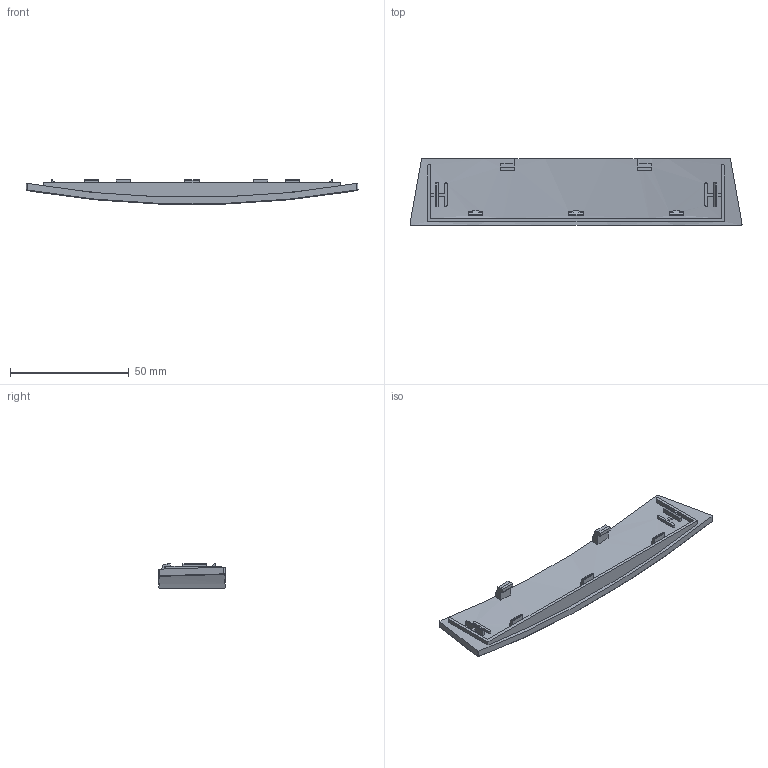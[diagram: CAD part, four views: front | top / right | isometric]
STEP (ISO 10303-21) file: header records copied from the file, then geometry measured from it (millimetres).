
FILE_DESCRIPTION((''),'2;1');
FILE_NAME('GOLDSTAR_2','2025-10-16T16:47:26',('Kane'),(''),'CREO PARAMETRIC BY PTC INC, 2023424','CREO PARAMETRIC BY PTC INC, 2023424','');
FILE_SCHEMA(('CONFIG_CONTROL_DESIGN'));
Length unit declared in the file: millimetre
Products named in the file (1): GOLDSTAR_2
Bounding box: 139.81 x 28 x 10.17 mm (x, y, z)
Volume: 12640.6 mm3; surface area: 10679.4 mm2
Topology: 1 solids, 1 shells, 155 faces, 423 edges, 276 vertices
Faces by surface type: plane 122, cylinder 25, bspline 6, torus 2
Entity records: 5297 total; most frequent: CARTESIAN_POINT 1350, ORIENTED_EDGE 846, DIRECTION 761, EDGE_CURVE 423, VECTOR 331, LINE 331, VERTEX_POINT 276, AXIS2_PLACEMENT_3D 215
